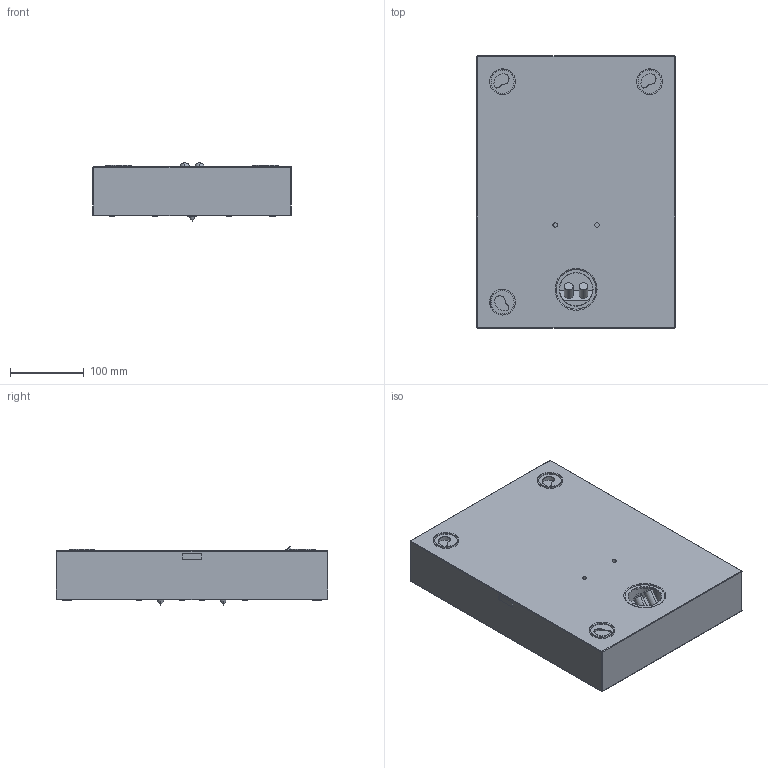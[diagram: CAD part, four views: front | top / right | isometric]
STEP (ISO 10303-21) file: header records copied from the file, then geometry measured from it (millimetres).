
FILE_DESCRIPTION (( 'STEP AP203' ), '1' );
FILE_NAME ('Evolve 4-2 SL.STEP', '2021-06-23T01:19:11', ( 'User' ), ( '' ), 'SwSTEP 2.0', 'SolidWorks 2016', '' );
FILE_SCHEMA (( 'CONFIG_CONTROL_DESIGN' ));
Length unit declared in the file: millimetre
Products named in the file (49): Evolve 4-2 SL; 22mm Torx; Larger metal key hole; Artcoustic Monitor 4-2 SL; Peerless 830987 3 inch driver; Torx screw; tweeter XT25T; Metal cap with screw; Round terminA; XT25 tweeter with screws; Metal cap; Peerless 830987 3 inch driver with screws
Assembly tree (24 placements, depth 3):
  Evolve 4-2 SL
    Artcoustic Monitor 4-2 SL
    Peerless 830987 3 inch driver with screws  x4
      Peerless 830987 3 inch driver
      Torx screw
    XT25 tweeter with screws  x2
      tweeter XT25T
      22mm Torx
    Round terminA
    Larger metal key hole  x3
    Metal cap with screw  x2
      Metal cap
      Torx screw
  22mm Torx
  Larger metal key hole
  22mm Torx
  Artcoustic Monitor 4-2 SL
Bounding box: 270.3 x 370 x 79.02 mm (x, y, z)
Volume: 3323903.4 mm3; surface area: 683020.1 mm2
Topology: 37 solids, 43 shells, 2804 faces, 6433 edges, 3626 vertices
Faces by surface type: cylinder 1445, plane 657, torus 402, sphere 200, cone 84, bspline 16
Entity records: 19924 total; most frequent: DIRECTION 2982, CARTESIAN_POINT 2831, ORIENTED_EDGE 2442, AXIS2_PLACEMENT_3D 1235, EDGE_CURVE 1221, VERTEX_POINT 750, CIRCLE 666, EDGE_LOOP 655
